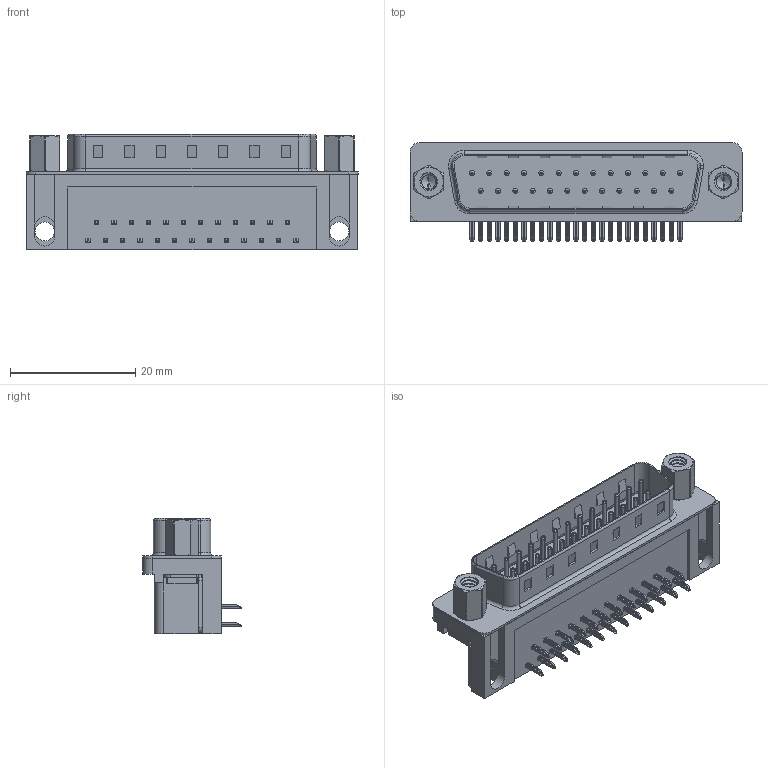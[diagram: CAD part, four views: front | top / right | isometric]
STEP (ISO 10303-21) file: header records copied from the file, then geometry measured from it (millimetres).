
FILE_DESCRIPTION (( 'STEP AP203' ), '1' );
FILE_NAME ('621-025-660-013.STEP', '2019-11-19T05:37:50', ( '' ), ( '' ), 'SwSTEP 2.0', 'SolidWorks 2016', '' );
FILE_SCHEMA (( 'CONFIG_CONTROL_DESIGN' ));
Length unit declared in the file: millimetre
Products named in the file (8): 621 4-40 Hex Standoff 5; 621-025-660-013; 621 Contact Top; 621 Shell_25 Socket; 621 Contact Bottom; 621 4-40 Threaded Rivet; 621 Thru Hole Board Mount; 621 Housing_25 Socket
Assembly tree (33 placements, depth 2):
  621-025-660-013
    621 Housing_25 Socket
    621 Shell_25 Socket
    621 Contact Bottom  x12
    621 Contact Top  x13
    621 Thru Hole Board Mount  x2
    621 4-40 Threaded Rivet  x2
    621 4-40 Hex Standoff 5  x2
Bounding box: 53.04 x 15.73 x 18.4 mm (x, y, z)
Volume: 6558.9 mm3; surface area: 8152.6 mm2
Topology: 33 solids, 33 shells, 2387 faces, 5951 edges, 3687 vertices
Faces by surface type: plane 1425, cylinder 731, torus 181, cone 32, bspline 18
Entity records: 27340 total; most frequent: CARTESIAN_POINT 8397, DIRECTION 3615, ORIENTED_EDGE 3602, EDGE_CURVE 1801, AXIS2_PLACEMENT_3D 1207, LINE 1201, VECTOR 1201, VERTEX_POINT 1158
